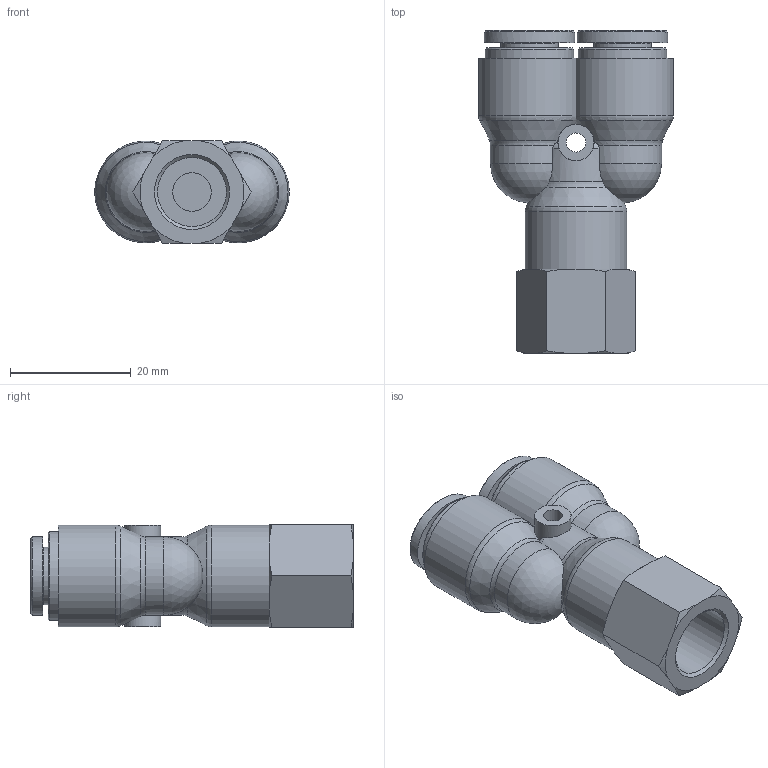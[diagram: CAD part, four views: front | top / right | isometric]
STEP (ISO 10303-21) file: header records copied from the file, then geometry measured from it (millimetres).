
FILE_DESCRIPTION((''),'2;1');
FILE_NAME('HR-PWF 08G02.stp','2020-03-19T16:23:42',('user'),(''),'Autodesk Inventor 2013','Autodesk Inventor 2013','');
FILE_SCHEMA(('AUTOMOTIVE_DESIGN { 1 0 10303 214 1 1 1 1 }'));
Length unit declared in the file: millimetre
Products named in the file (6): 조립품4 (세부 수준1); HR-PY 08 BODY; HR-COLLAR 08; HR-Collar 08L(SUS); HR-SLEEVE 08; HR-PLF BODY 08G02
Assembly tree (6 placements, depth 3):
  조립품4 (세부 수준1)
    HR-PY 08 BODY
    HR-COLLAR 08  x2
      HR-Collar 08L(SUS)
      HR-SLEEVE 08
    HR-PLF BODY 08G02
Bounding box: 32.3 x 53.6 x 17 mm (x, y, z)
Volume: 12173.2 mm3; surface area: 7786.5 mm2
Topology: 6 solids, 6 shells, 384 faces, 995 edges, 661 vertices
Faces by surface type: plane 184, bspline 142, cylinder 23, cone 22, torus 11, sphere 2
Full cylindrical faces by diameter (mm): 3.2 x1, 6 x2, 6.4 x1, 8.2 x7, 9.6 x2, 11.445 x1, 14.7 x2, 16.9 x1
Entity records: 7526 total; most frequent: CARTESIAN_POINT 2542, ORIENTED_EDGE 1110, DIRECTION 751, EDGE_CURVE 555, VERTEX_POINT 380, VECTOR 281, LINE 281, EDGE_LOOP 273
